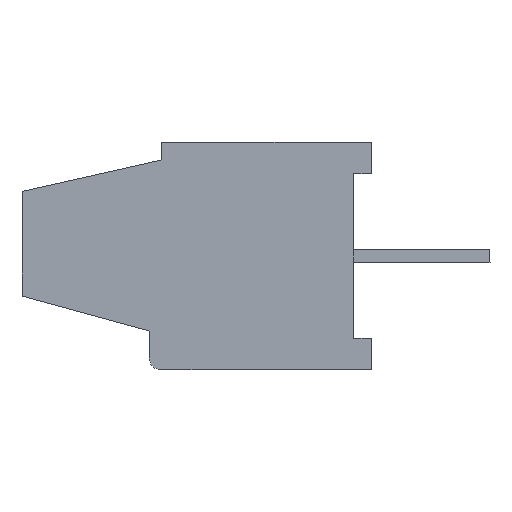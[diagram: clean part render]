
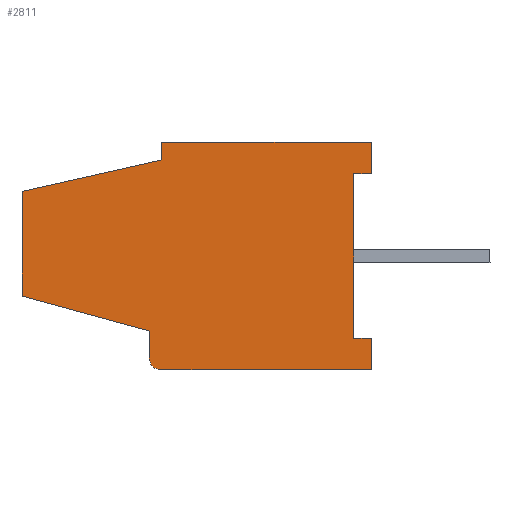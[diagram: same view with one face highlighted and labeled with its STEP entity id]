
A CAD part, left-side view. The second image highlights one B-rep face of the part: STEP entity #2811.
In plain terms, the highlighted planar face has unit normal (-1, 0, 0).
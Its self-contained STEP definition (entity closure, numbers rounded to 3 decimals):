
#9 = CARTESIAN_POINT ( 'NONE',  ( -5.31, 6., 3.25 ) ) ;
#12 = CARTESIAN_POINT ( 'NONE',  ( -5.31, 6.05, -3.25 ) ) ;
#26 = CARTESIAN_POINT ( 'NONE',  ( -5.31, 0., 3.25 ) ) ;
#59 = CARTESIAN_POINT ( 'NONE',  ( -5.31, 0.5, 3.25 ) ) ;
#95 = DIRECTION ( 'NONE',  ( 0., 1., 0. ) ) ;
#109 = DIRECTION ( 'NONE',  ( 0., -1., 0. ) ) ;
#129 = LINE ( 'NONE', #9, #1719 ) ;
#151 = CARTESIAN_POINT ( 'NONE',  ( -5.31, 3., 2.35 ) ) ;
#195 = VERTEX_POINT ( 'NONE', #4026 ) ;
#238 = DIRECTION ( 'NONE',  ( 0., -1., 0. ) ) ;
#384 = CARTESIAN_POINT ( 'NONE',  ( -5.31, 10., -1.15 ) ) ;
#443 = VERTEX_POINT ( 'NONE', #384 ) ;
#491 = VECTOR ( 'NONE', #734, 1000. ) ;
#515 = VERTEX_POINT ( 'NONE', #4324 ) ;
#568 = EDGE_CURVE ( 'NONE', #2559, #2358, #5556, .T. ) ;
#594 = DIRECTION ( 'NONE',  ( 0., 0., 1. ) ) ;
#734 = DIRECTION ( 'NONE',  ( 0., 1., 0. ) ) ;
#906 = CARTESIAN_POINT ( 'NONE',  ( -5.31, 10., -1.15 ) ) ;
#911 = VECTOR ( 'NONE', #6049, 1000. ) ;
#1259 = CARTESIAN_POINT ( 'NONE',  ( -5.31, 3., 3.25 ) ) ;
#1277 = CARTESIAN_POINT ( 'NONE',  ( -5.31, 6., 3.25 ) ) ;
#1341 = AXIS2_PLACEMENT_3D ( 'NONE', #1849, #1939, #6220 ) ;
#1386 = DIRECTION ( 'NONE',  ( 0., -0.964, -0.264 ) ) ;
#1434 = ORIENTED_EDGE ( 'NONE', *, *, #4469, .T. ) ;
#1536 = EDGE_CURVE ( 'NONE', #3241, #5729, #129, .T. ) ;
#1564 = AXIS2_PLACEMENT_3D ( 'NONE', #1259, #3709, #6142 ) ;
#1667 = EDGE_CURVE ( 'NONE', #443, #4084, #3882, .T. ) ;
#1719 = VECTOR ( 'NONE', #7464, 1000. ) ;
#1731 = ORIENTED_EDGE ( 'NONE', *, *, #1851, .T. ) ;
#1732 = CARTESIAN_POINT ( 'NONE',  ( -5.31, 0., 3.25 ) ) ;
#1745 = EDGE_CURVE ( 'NONE', #7536, #4727, #2110, .T. ) ;
#1815 = DIRECTION ( 'NONE',  ( 0., 0., -1. ) ) ;
#1849 = CARTESIAN_POINT ( 'NONE',  ( -5.31, 6.05, -2.95 ) ) ;
#1851 = EDGE_CURVE ( 'NONE', #4084, #7536, #3742, .T. ) ;
#1939 = DIRECTION ( 'NONE',  ( -1., 0., 0. ) ) ;
#2060 = CARTESIAN_POINT ( 'NONE',  ( -5.31, 6., 2.75 ) ) ;
#2068 = EDGE_CURVE ( 'NONE', #4957, #5652, #3618, .T. ) ;
#2110 = CIRCLE ( 'NONE', #1341, 0.3 ) ;
#2137 = EDGE_LOOP ( 'NONE', ( #6230, #3686, #3661, #4937, #4001, #1731, #7918, #1434, #5075, #7119, #7006, #6127, #7929 ) ) ;
#2207 = CARTESIAN_POINT ( 'NONE',  ( -5.31, 0.5, 2.35 ) ) ;
#2358 = VERTEX_POINT ( 'NONE', #2207 ) ;
#2457 = CARTESIAN_POINT ( 'NONE',  ( -5.31, 6.35, 3.25 ) ) ;
#2481 = LINE ( 'NONE', #151, #6764 ) ;
#2517 = DIRECTION ( 'NONE',  ( 0., 0., 1. ) ) ;
#2535 = LINE ( 'NONE', #6765, #2927 ) ;
#2559 = VERTEX_POINT ( 'NONE', #7517 ) ;
#2590 = DIRECTION ( 'NONE',  ( 0., 0., -1. ) ) ;
#2751 = DIRECTION ( 'NONE',  ( 0., 0.976, -0.22 ) ) ;
#2811 = ADVANCED_FACE ( 'NONE', ( #4315 ), #6740, .T. ) ;
#2927 = VECTOR ( 'NONE', #594, 1000. ) ;
#3075 = LINE ( 'NONE', #5596, #4603 ) ;
#3241 = VERTEX_POINT ( 'NONE', #5571 ) ;
#3256 = VERTEX_POINT ( 'NONE', #3985 ) ;
#3416 = VECTOR ( 'NONE', #1815, 1000. ) ;
#3584 = VECTOR ( 'NONE', #2751, 1000. ) ;
#3618 = LINE ( 'NONE', #1732, #911 ) ;
#3661 = ORIENTED_EDGE ( 'NONE', *, *, #5464, .T. ) ;
#3686 = ORIENTED_EDGE ( 'NONE', *, *, #1536, .F. ) ;
#3709 = DIRECTION ( 'NONE',  ( -1., 0., 0. ) ) ;
#3742 = LINE ( 'NONE', #2457, #6464 ) ;
#3867 = LINE ( 'NONE', #2060, #3584 ) ;
#3882 = LINE ( 'NONE', #906, #7338 ) ;
#3907 = LINE ( 'NONE', #6251, #4592 ) ;
#3985 = CARTESIAN_POINT ( 'NONE',  ( -5.31, 0., -3.25 ) ) ;
#4001 = ORIENTED_EDGE ( 'NONE', *, *, #1667, .T. ) ;
#4026 = CARTESIAN_POINT ( 'NONE',  ( -5.31, 10., 1.85 ) ) ;
#4084 = VERTEX_POINT ( 'NONE', #4349 ) ;
#4315 = FACE_OUTER_BOUND ( 'NONE', #2137, .T. ) ;
#4324 = CARTESIAN_POINT ( 'NONE',  ( -5.31, 0., -2.35 ) ) ;
#4349 = CARTESIAN_POINT ( 'NONE',  ( -5.31, 6.35, -2.15 ) ) ;
#4366 = EDGE_CURVE ( 'NONE', #3256, #515, #2535, .T. ) ;
#4469 = EDGE_CURVE ( 'NONE', #4727, #3256, #3907, .T. ) ;
#4471 = CARTESIAN_POINT ( 'NONE',  ( -5.31, 3., -2.35 ) ) ;
#4592 = VECTOR ( 'NONE', #238, 1000. ) ;
#4603 = VECTOR ( 'NONE', #95, 1000. ) ;
#4664 = CARTESIAN_POINT ( 'NONE',  ( -5.31, 10., 3.25 ) ) ;
#4727 = VERTEX_POINT ( 'NONE', #12 ) ;
#4937 = ORIENTED_EDGE ( 'NONE', *, *, #7479, .T. ) ;
#4957 = VERTEX_POINT ( 'NONE', #5508 ) ;
#5075 = ORIENTED_EDGE ( 'NONE', *, *, #4366, .T. ) ;
#5464 = EDGE_CURVE ( 'NONE', #3241, #195, #3867, .T. ) ;
#5508 = CARTESIAN_POINT ( 'NONE',  ( -5.31, 0., 2.35 ) ) ;
#5556 = LINE ( 'NONE', #59, #5799 ) ;
#5571 = CARTESIAN_POINT ( 'NONE',  ( -5.31, 6., 2.75 ) ) ;
#5596 = CARTESIAN_POINT ( 'NONE',  ( -5.31, 3., 3.25 ) ) ;
#5631 = EDGE_CURVE ( 'NONE', #2358, #4957, #2481, .T. ) ;
#5652 = VERTEX_POINT ( 'NONE', #26 ) ;
#5729 = VERTEX_POINT ( 'NONE', #1277 ) ;
#5799 = VECTOR ( 'NONE', #2517, 1000. ) ;
#5985 = LINE ( 'NONE', #4664, #3416 ) ;
#6043 = EDGE_CURVE ( 'NONE', #5652, #5729, #3075, .T. ) ;
#6049 = DIRECTION ( 'NONE',  ( 0., 0., 1. ) ) ;
#6127 = ORIENTED_EDGE ( 'NONE', *, *, #5631, .T. ) ;
#6142 = DIRECTION ( 'NONE',  ( 0., 0., 1. ) ) ;
#6220 = DIRECTION ( 'NONE',  ( 0., 0., 1. ) ) ;
#6225 = LINE ( 'NONE', #4471, #491 ) ;
#6230 = ORIENTED_EDGE ( 'NONE', *, *, #6043, .T. ) ;
#6251 = CARTESIAN_POINT ( 'NONE',  ( -5.31, 3., -3.25 ) ) ;
#6331 = EDGE_CURVE ( 'NONE', #515, #2559, #6225, .T. ) ;
#6464 = VECTOR ( 'NONE', #2590, 1000. ) ;
#6740 = PLANE ( 'NONE',  #1564 ) ;
#6764 = VECTOR ( 'NONE', #109, 1000. ) ;
#6765 = CARTESIAN_POINT ( 'NONE',  ( -5.31, 0., 3.25 ) ) ;
#7006 = ORIENTED_EDGE ( 'NONE', *, *, #568, .T. ) ;
#7119 = ORIENTED_EDGE ( 'NONE', *, *, #6331, .T. ) ;
#7258 = CARTESIAN_POINT ( 'NONE',  ( -5.31, 6.35, -2.95 ) ) ;
#7338 = VECTOR ( 'NONE', #1386, 1000. ) ;
#7464 = DIRECTION ( 'NONE',  ( 0., 0., 1. ) ) ;
#7479 = EDGE_CURVE ( 'NONE', #195, #443, #5985, .T. ) ;
#7517 = CARTESIAN_POINT ( 'NONE',  ( -5.31, 0.5, -2.35 ) ) ;
#7536 = VERTEX_POINT ( 'NONE', #7258 ) ;
#7918 = ORIENTED_EDGE ( 'NONE', *, *, #1745, .T. ) ;
#7929 = ORIENTED_EDGE ( 'NONE', *, *, #2068, .T. ) ;
